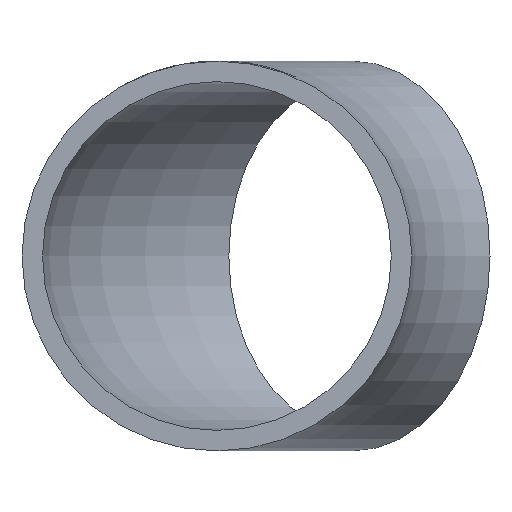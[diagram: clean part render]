
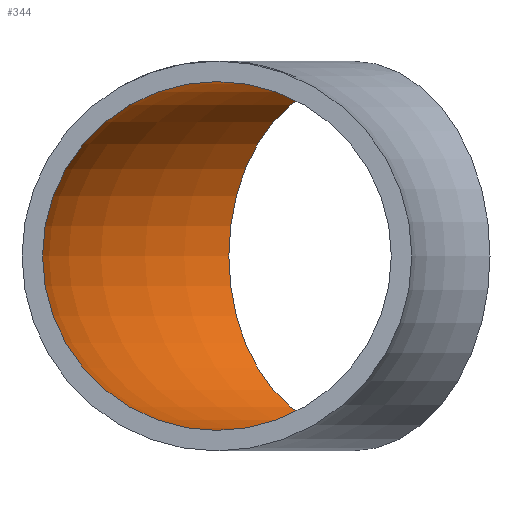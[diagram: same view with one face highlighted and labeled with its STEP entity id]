
A CAD part, front view. The second image highlights one B-rep face of the part: STEP entity #344.
In plain terms, the highlighted toroidal (fillet/blend) face has major radius 45 mm and minor radius 17 mm.
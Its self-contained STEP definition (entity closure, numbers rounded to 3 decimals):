
#103 = CARTESIAN_POINT ( 'NONE',  ( -43.841, 43.841, 0. ) ) ;
#319 = AXIS2_PLACEMENT_3D ( 'NONE', #14451, #6297, #15700 ) ;
#344 = ADVANCED_FACE ( 'NONE', ( #2480, #13050 ), #10587, .F. ) ;
#1655 = DIRECTION ( 'NONE',  ( 0., 1., 0. ) ) ;
#2017 = ORIENTED_EDGE ( 'NONE', *, *, #5395, .F. ) ;
#2480 = FACE_OUTER_BOUND ( 'NONE', #7373, .T. ) ;
#5395 = EDGE_CURVE ( 'NONE', #6762, #6762, #10104, .T. ) ;
#6297 = DIRECTION ( 'NONE',  ( 0.707, 0.707, 0. ) ) ;
#6567 = CARTESIAN_POINT ( 'NONE',  ( 0., 0., 0. ) ) ;
#6762 = VERTEX_POINT ( 'NONE', #7980 ) ;
#7215 = EDGE_CURVE ( 'NONE', #8309, #8309, #17159, .T. ) ;
#7373 = EDGE_LOOP ( 'NONE', ( #7601 ) ) ;
#7601 = ORIENTED_EDGE ( 'NONE', *, *, #7215, .T. ) ;
#7980 = CARTESIAN_POINT ( 'NONE',  ( -45., 0., 17. ) ) ;
#8309 = VERTEX_POINT ( 'NONE', #103 ) ;
#9434 = CARTESIAN_POINT ( 'NONE',  ( -45., 0., 0. ) ) ;
#10104 = CIRCLE ( 'NONE', #11496, 17. ) ;
#10587 = TOROIDAL_SURFACE ( 'NONE', #16511, 45., 17. ) ;
#11496 = AXIS2_PLACEMENT_3D ( 'NONE', #9434, #1655, #12409 ) ;
#11823 = DIRECTION ( 'NONE',  ( -1., 0., 0. ) ) ;
#12409 = DIRECTION ( 'NONE',  ( 0., 0., 1. ) ) ;
#13050 = FACE_OUTER_BOUND ( 'NONE', #13567, .T. ) ;
#13225 = DIRECTION ( 'NONE',  ( 0., 0., -1. ) ) ;
#13567 = EDGE_LOOP ( 'NONE', ( #2017 ) ) ;
#14451 = CARTESIAN_POINT ( 'NONE',  ( -31.82, 31.82, 0. ) ) ;
#15700 = DIRECTION ( 'NONE',  ( -0.707, 0.707, 0. ) ) ;
#16511 = AXIS2_PLACEMENT_3D ( 'NONE', #6567, #13225, #11823 ) ;
#17159 = CIRCLE ( 'NONE', #319, 17. ) ;
